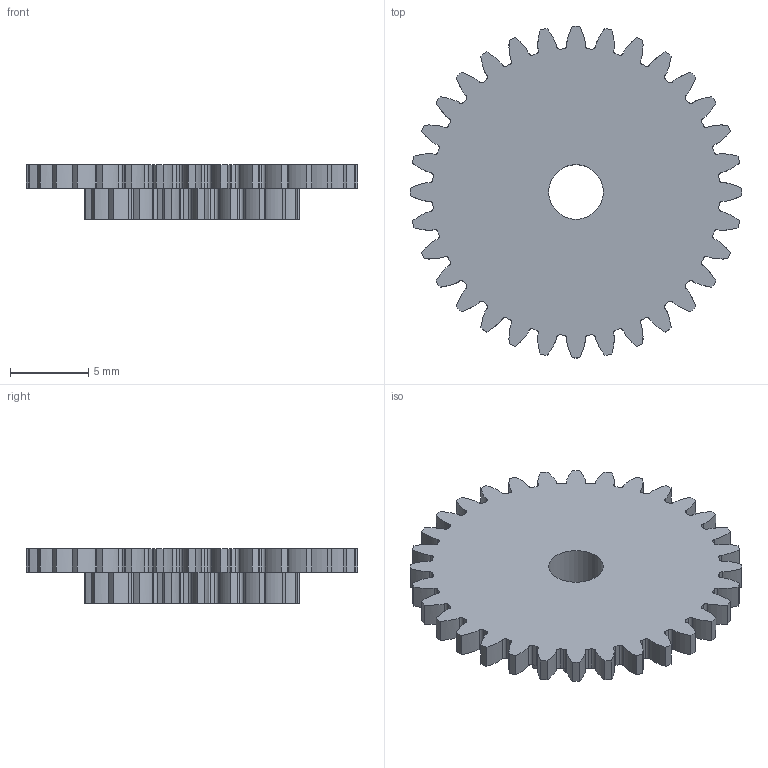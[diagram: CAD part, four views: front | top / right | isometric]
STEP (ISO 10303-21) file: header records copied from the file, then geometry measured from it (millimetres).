
FILE_DESCRIPTION(/* description */ ('Spur Gear; Module: 0.625; Num Teeth: 32; Pressure Angle: 20.0; Backlash: 0.00 mm'),/* implementation_level */ '2;1');
FILE_NAME(/* name */ 'Relay_Gear.step',/* time_stamp */ '2025-07-15T14:01:51+09:00',/* author */ (''),/* organization */ (''),/* preprocessor_version */ 'ST-DEVELOPER v20.1',/* originating_system */ 'Autodesk Translation Framework v14.10.0.0',/* authorisation */ '');
FILE_SCHEMA (('AUTOMOTIVE_DESIGN { 1 0 10303 214 3 1 1 }'));
Products named in the file (1): 段付きギア
Bounding box: 21.25 x 21.25 x 3.5 mm (x, y, z)
Volume: 671.3 mm3; surface area: 988.5 mm2
Topology: 1 solids, 1 shells, 356 faces, 1059 edges, 706 vertices
Faces by surface type: cylinder 209, bspline 104, plane 43
Full cylindrical faces by diameter (mm): 3.5 x1
Entity records: 41986 total; most frequent: CARTESIAN_POINT 33010, ORIENTED_EDGE 2118, DIRECTION 1775, EDGE_CURVE 1059, VERTEX_POINT 706, AXIS2_PLACEMENT_3D 671, LINE 433, VECTOR 433
